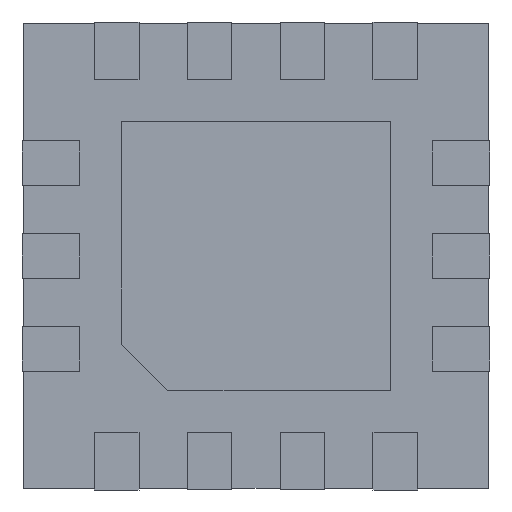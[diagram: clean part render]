
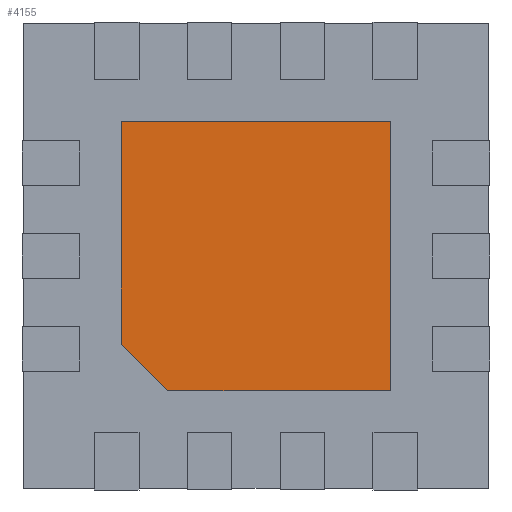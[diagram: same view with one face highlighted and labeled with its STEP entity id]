
A CAD part, front view. The second image highlights one B-rep face of the part: STEP entity #4155.
In plain terms, the highlighted planar face has unit normal (0, -1, 0).
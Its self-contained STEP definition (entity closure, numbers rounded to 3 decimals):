
#61 = ORIENTED_EDGE ( 'NONE', *, *, #528, .T. ) ;
#159 = LINE ( 'NONE', #2777, #4134 ) ;
#190 = VERTEX_POINT ( 'NONE', #2297 ) ;
#333 = CARTESIAN_POINT ( 'NONE',  ( -0.725, 0., -0.475 ) ) ;
#528 = EDGE_CURVE ( 'NONE', #711, #759, #740, .T. ) ;
#589 = CARTESIAN_POINT ( 'NONE',  ( 0., 0., 0. ) ) ;
#711 = VERTEX_POINT ( 'NONE', #3363 ) ;
#720 = VECTOR ( 'NONE', #3964, 1000. ) ;
#740 = LINE ( 'NONE', #333, #3541 ) ;
#759 = VERTEX_POINT ( 'NONE', #4115 ) ;
#861 = ORIENTED_EDGE ( 'NONE', *, *, #1777, .T. ) ;
#1058 = LINE ( 'NONE', #4358, #1166 ) ;
#1166 = VECTOR ( 'NONE', #2233, 1000. ) ;
#1431 = CARTESIAN_POINT ( 'NONE',  ( -0.725, 0., -0.475 ) ) ;
#1538 = EDGE_CURVE ( 'NONE', #759, #190, #159, .T. ) ;
#1662 = VERTEX_POINT ( 'NONE', #2055 ) ;
#1670 = PLANE ( 'NONE',  #2396 ) ;
#1704 = LINE ( 'NONE', #1431, #720 ) ;
#1777 = EDGE_CURVE ( 'NONE', #190, #1662, #4122, .T. ) ;
#1818 = CARTESIAN_POINT ( 'NONE',  ( -0.725, 0., 0.725 ) ) ;
#1893 = CARTESIAN_POINT ( 'NONE',  ( 0.725, 0., -0.725 ) ) ;
#1910 = DIRECTION ( 'NONE',  ( 0., 0., 1. ) ) ;
#2019 = DIRECTION ( 'NONE',  ( 0., 1., 0. ) ) ;
#2055 = CARTESIAN_POINT ( 'NONE',  ( 0.725, 0., 0.725 ) ) ;
#2111 = ORIENTED_EDGE ( 'NONE', *, *, #3857, .T. ) ;
#2233 = DIRECTION ( 'NONE',  ( -1., 0., 0. ) ) ;
#2297 = CARTESIAN_POINT ( 'NONE',  ( 0.725, 0., -0.725 ) ) ;
#2389 = DIRECTION ( 'NONE',  ( 0., 0., 1. ) ) ;
#2396 = AXIS2_PLACEMENT_3D ( 'NONE', #589, #2019, #2389 ) ;
#2777 = CARTESIAN_POINT ( 'NONE',  ( -0.475, 0., -0.725 ) ) ;
#2798 = ORIENTED_EDGE ( 'NONE', *, *, #3785, .T. ) ;
#3270 = DIRECTION ( 'NONE',  ( 0.707, 0., -0.707 ) ) ;
#3363 = CARTESIAN_POINT ( 'NONE',  ( -0.725, 0., -0.475 ) ) ;
#3503 = DIRECTION ( 'NONE',  ( 1., 0., 0. ) ) ;
#3541 = VECTOR ( 'NONE', #3270, 1000. ) ;
#3748 = EDGE_LOOP ( 'NONE', ( #861, #2111, #2798, #61, #4016 ) ) ;
#3785 = EDGE_CURVE ( 'NONE', #4276, #711, #1704, .T. ) ;
#3857 = EDGE_CURVE ( 'NONE', #1662, #4276, #1058, .T. ) ;
#3964 = DIRECTION ( 'NONE',  ( 0., 0., -1. ) ) ;
#4016 = ORIENTED_EDGE ( 'NONE', *, *, #1538, .T. ) ;
#4115 = CARTESIAN_POINT ( 'NONE',  ( -0.475, 0., -0.725 ) ) ;
#4122 = LINE ( 'NONE', #1893, #4341 ) ;
#4134 = VECTOR ( 'NONE', #3503, 1000. ) ;
#4155 = ADVANCED_FACE ( 'NONE', ( #4237 ), #1670, .F. ) ;
#4237 = FACE_OUTER_BOUND ( 'NONE', #3748, .T. ) ;
#4276 = VERTEX_POINT ( 'NONE', #1818 ) ;
#4341 = VECTOR ( 'NONE', #1910, 1000. ) ;
#4358 = CARTESIAN_POINT ( 'NONE',  ( -0.725, 0., 0.725 ) ) ;
